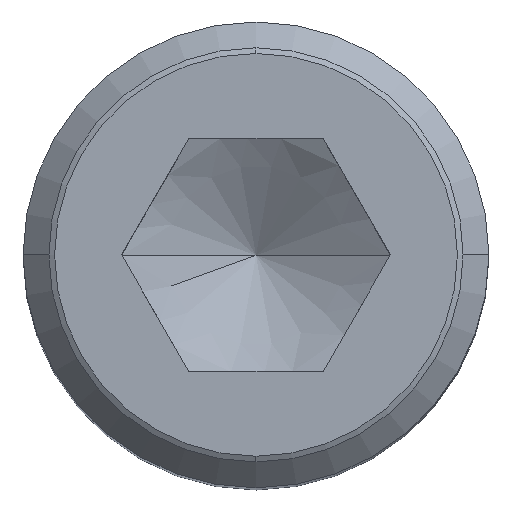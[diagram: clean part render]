
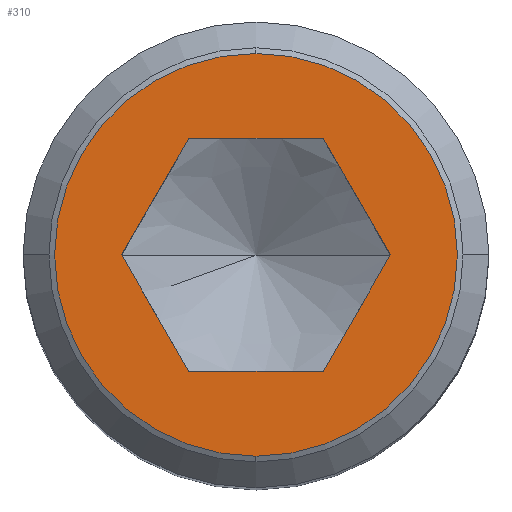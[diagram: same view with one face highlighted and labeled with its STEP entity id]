
A CAD part, top view. The second image highlights one B-rep face of the part: STEP entity #310.
In plain terms, the highlighted planar face has unit normal (0, 0, 1).
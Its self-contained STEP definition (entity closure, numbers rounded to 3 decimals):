
#148=EDGE_CURVE('',#176,#244,#365,.T.);
#156=EDGE_CURVE('',#306,#326,#373,.T.);
#164=VERTEX_POINT('',#381);
#170=EDGE_CURVE('',#230,#176,#388,.T.);
#176=VERTEX_POINT('',#396);
#194=VERTEX_POINT('',#418);
#200=VERTEX_POINT('',#424);
#230=VERTEX_POINT('',#458);
#244=VERTEX_POINT('',#474);
#248=EDGE_CURVE('',#244,#194,#478,.T.);
#254=EDGE_CURVE('',#194,#306,#484,.T.);
#260=EDGE_CURVE('',#326,#230,#490,.T.);
#298=EDGE_CURVE('',#200,#164,#535,.T.);
#306=VERTEX_POINT('',#543);
#310=ADVANCED_FACE('',(#547,#548),#549,.T.);
#318=EDGE_CURVE('',#164,#200,#558,.T.);
#326=VERTEX_POINT('',#566);
#365=LINE('',#613,#614);
#373=LINE('',#625,#626);
#381=CARTESIAN_POINT('',(0.,8.647,0.));
#388=LINE('',#647,#648);
#396=CARTESIAN_POINT('',(-2.887,-5.,0.));
#418=CARTESIAN_POINT('',(-2.887,5.,0.));
#424=CARTESIAN_POINT('',(0.,-8.647,0.));
#458=CARTESIAN_POINT('',(2.887,-5.,0.));
#474=CARTESIAN_POINT('',(-5.774,0.,0.));
#478=LINE('',#777,#778);
#484=LINE('',#786,#787);
#490=LINE('',#795,#796);
#535=CIRCLE('',#879,8.647);
#543=CARTESIAN_POINT('',(2.887,5.,0.));
#547=FACE_BOUND('',#895,.T.);
#548=FACE_OUTER_BOUND('',#896,.T.);
#549=PLANE('',#897);
#558=CIRCLE('',#909,8.647);
#566=CARTESIAN_POINT('',(5.774,0.,0.));
#613=CARTESIAN_POINT('',(-5.052,-1.25,0.));
#614=VECTOR('',#933,1.0);
#625=CARTESIAN_POINT('',(5.052,1.25,0.));
#626=VECTOR('',#935,1.0);
#647=CARTESIAN_POINT('',(-1.443,-5.,0.));
#648=VECTOR('',#949,1.0);
#777=CARTESIAN_POINT('',(-3.608,3.75,0.));
#778=VECTOR('',#1066,1.0);
#786=CARTESIAN_POINT('',(1.443,5.,0.));
#787=VECTOR('',#1070,1.0);
#795=CARTESIAN_POINT('',(3.608,-3.75,0.));
#796=VECTOR('',#1074,1.0);
#879=AXIS2_PLACEMENT_3D('',#1138,#1139,#1140);
#895=EDGE_LOOP('',(#1149,#1150,#1151,#1152,#1153,#1154));
#896=EDGE_LOOP('',(#1155,#1156));
#897=AXIS2_PLACEMENT_3D('',#1157,#1158,#1159);
#909=AXIS2_PLACEMENT_3D('',#1167,#1168,#1169);
#933=DIRECTION('',(-0.5,0.866,0.));
#935=DIRECTION('',(0.5,-0.866,0.));
#949=DIRECTION('',(-1.0,0.0,0.0));
#1066=DIRECTION('',(0.5,0.866,0.));
#1070=DIRECTION('',(1.0,0.0,0.0));
#1074=DIRECTION('',(-0.5,-0.866,0.));
#1138=CARTESIAN_POINT('',(0.,0.,0.));
#1139=DIRECTION('',(0.0,0.0,1.0));
#1140=DIRECTION('',(0.,1.0,0.0));
#1149=ORIENTED_EDGE('',*,*,#148,.T.);
#1150=ORIENTED_EDGE('',*,*,#248,.T.);
#1151=ORIENTED_EDGE('',*,*,#254,.T.);
#1152=ORIENTED_EDGE('',*,*,#156,.T.);
#1153=ORIENTED_EDGE('',*,*,#260,.T.);
#1154=ORIENTED_EDGE('',*,*,#170,.T.);
#1155=ORIENTED_EDGE('',*,*,#318,.T.);
#1156=ORIENTED_EDGE('',*,*,#298,.T.);
#1157=CARTESIAN_POINT('',(-7.262,0.,0.));
#1158=DIRECTION('',(0.0,0.0,1.0));
#1159=DIRECTION('',(-1.0,0.,0.0));
#1167=CARTESIAN_POINT('',(0.,0.,0.));
#1168=DIRECTION('',(0.0,0.0,1.0));
#1169=DIRECTION('',(0.,1.0,0.0));
